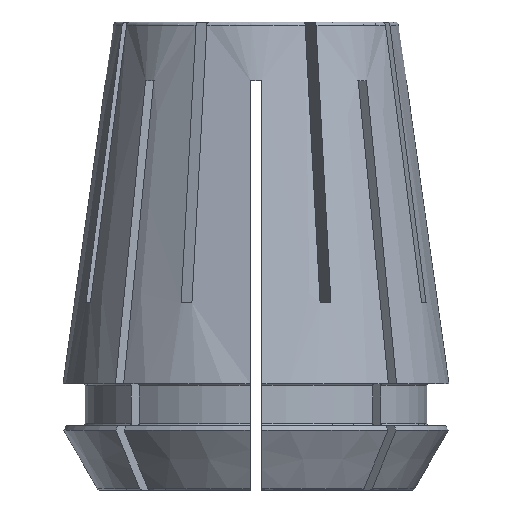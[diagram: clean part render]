
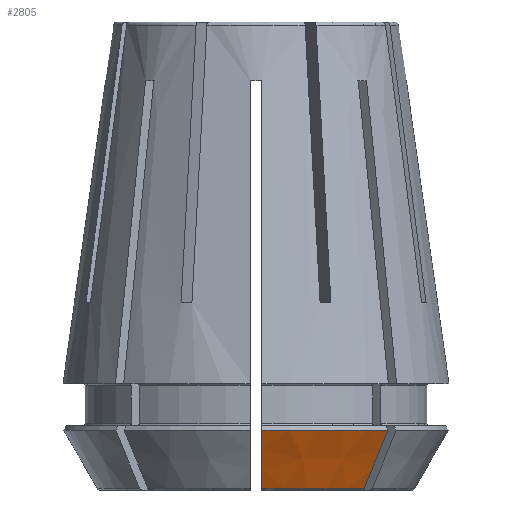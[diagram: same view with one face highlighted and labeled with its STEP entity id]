
A CAD part, left-side view. The second image highlights one B-rep face of the part: STEP entity #2805.
In plain terms, the highlighted conical face has half-angle 30 degrees and reference radius 16.446 mm.
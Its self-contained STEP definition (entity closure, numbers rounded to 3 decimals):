
#30=CONICAL_SURFACE('',#3012,16.446,0.524);
#759=ORIENTED_EDGE('',*,*,#1556,.F.);
#760=ORIENTED_EDGE('',*,*,#1649,.F.);
#761=ORIENTED_EDGE('',*,*,#1607,.T.);
#762=ORIENTED_EDGE('',*,*,#1650,.F.);
#1556=EDGE_CURVE('',#2003,#2004,#2231,.T.);
#1607=EDGE_CURVE('',#2053,#2052,#2237,.T.);
#1649=EDGE_CURVE('',#2053,#2003,#2254,.T.);
#1650=EDGE_CURVE('',#2004,#2052,#2255,.T.);
#2003=VERTEX_POINT('',#4414);
#2004=VERTEX_POINT('',#4416);
#2052=VERTEX_POINT('',#4582);
#2053=VERTEX_POINT('',#4584);
#2231=CIRCLE('',#2975,60602.367);
#2237=CIRCLE('',#2986,60602.36);
#2254=CIRCLE('',#3013,16.446);
#2255=CIRCLE('',#3014,13.572);
#2413=EDGE_LOOP('',(#759,#760,#761,#762));
#2569=FACE_BOUND('',#2413,.T.);
#2805=ADVANCED_FACE('',(#2569),#30,.T.);
#2975=AXIS2_PLACEMENT_3D('',#4415,#3382,#3383);
#2986=AXIS2_PLACEMENT_3D('',#4583,#3430,#3431);
#3012=AXIS2_PLACEMENT_3D('',#4708,#3495,#3496);
#3013=AXIS2_PLACEMENT_3D('',#4709,#3497,#3498);
#3014=AXIS2_PLACEMENT_3D('',#4710,#3499,#3500);
#3382=DIRECTION('',(0.707,-0.707,0.));
#3383=DIRECTION('',(-0.612,-0.612,-0.5));
#3430=DIRECTION('',(0.,-1.,0.));
#3431=DIRECTION('',(-0.866,0.,-0.5));
#3495=DIRECTION('',(0.,0.,1.));
#3496=DIRECTION('',(1.,0.,0.));
#3497=DIRECTION('',(0.,0.,1.));
#3498=DIRECTION('',(1.,0.,0.));
#3499=DIRECTION('',(0.,0.,-1.));
#3500=DIRECTION('',(-1.,0.,0.));
#4414=CARTESIAN_POINT('',(-11.978,-11.27,-3.996));
#4415=CARTESIAN_POINT('',(37095.058,37095.765,30307.433));
#4416=CARTESIAN_POINT('',(-9.944,-9.237,-8.975));
#4582=CARTESIAN_POINT('',(-13.563,-0.5,-8.975));
#4583=CARTESIAN_POINT('',(52460.828,-0.5,30307.43));
#4584=CARTESIAN_POINT('',(-16.439,-0.5,-3.996));
#4708=CARTESIAN_POINT('',(0.,0.,-3.996));
#4709=CARTESIAN_POINT('',(0.,0.,-3.996));
#4710=CARTESIAN_POINT('',(0.,0.,-8.975));
